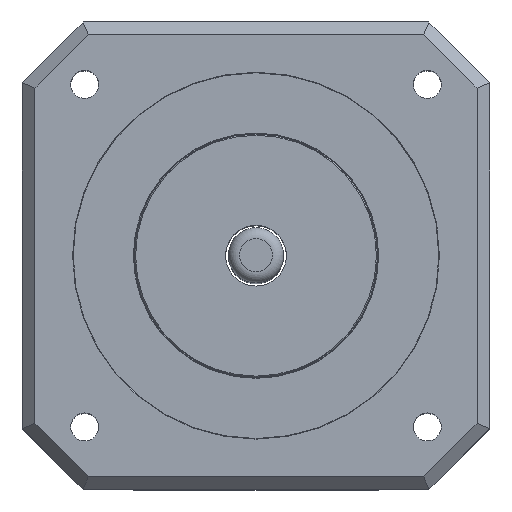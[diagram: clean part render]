
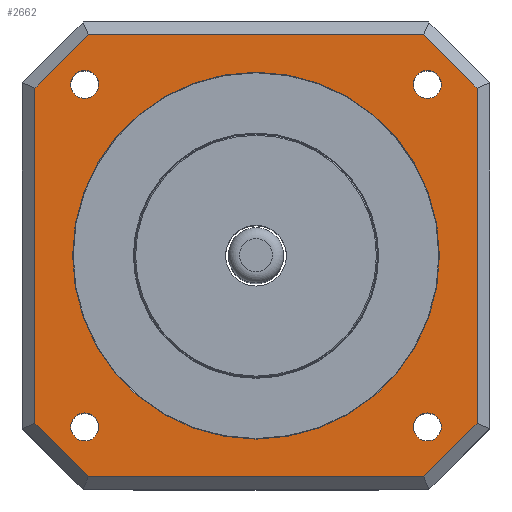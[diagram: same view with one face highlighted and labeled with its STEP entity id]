
A CAD part, top view. The second image highlights one B-rep face of the part: STEP entity #2662.
In plain terms, the highlighted planar face has unit normal (0, 0, 1).
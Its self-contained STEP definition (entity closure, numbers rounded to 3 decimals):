
#26=FACE_BOUND('',#532,.T.);
#27=FACE_BOUND('',#533,.T.);
#28=FACE_BOUND('',#534,.T.);
#29=FACE_BOUND('',#535,.T.);
#30=FACE_BOUND('',#536,.T.);
#104=PLANE('',#2925);
#211=CIRCLE('',#2926,1.265);
#212=CIRCLE('',#2927,1.265);
#213=CIRCLE('',#2928,1.265);
#214=CIRCLE('',#2929,1.265);
#215=CIRCLE('',#2930,16.6);
#371=FACE_OUTER_BOUND('',#531,.T.);
#531=EDGE_LOOP('',(#2270,#2271,#2272,#2273,#2274,#2275,#2276,#2277));
#532=EDGE_LOOP('',(#2278));
#533=EDGE_LOOP('',(#2279));
#534=EDGE_LOOP('',(#2280));
#535=EDGE_LOOP('',(#2281));
#536=EDGE_LOOP('',(#2282));
#792=LINE('',#4381,#1041);
#797=LINE('',#4388,#1046);
#798=LINE('',#4392,#1047);
#802=LINE('',#4398,#1051);
#803=LINE('',#4402,#1052);
#807=LINE('',#4407,#1056);
#808=LINE('',#4409,#1057);
#810=LINE('',#4412,#1059);
#1041=VECTOR('',#3615,10.);
#1046=VECTOR('',#3622,10.);
#1047=VECTOR('',#3625,10.);
#1051=VECTOR('',#3631,10.);
#1052=VECTOR('',#3634,10.);
#1056=VECTOR('',#3640,10.);
#1057=VECTOR('',#3643,10.);
#1059=VECTOR('',#3647,10.);
#1266=VERTEX_POINT('',#4379);
#1267=VERTEX_POINT('',#4380);
#1268=VERTEX_POINT('',#4386);
#1269=VERTEX_POINT('',#4390);
#1270=VERTEX_POINT('',#4391);
#1271=VERTEX_POINT('',#4396);
#1272=VERTEX_POINT('',#4400);
#1273=VERTEX_POINT('',#4401);
#1274=VERTEX_POINT('',#4419);
#1275=VERTEX_POINT('',#4421);
#1276=VERTEX_POINT('',#4423);
#1277=VERTEX_POINT('',#4425);
#1278=VERTEX_POINT('',#4427);
#1601=EDGE_CURVE('',#1266,#1267,#792,.T.);
#1606=EDGE_CURVE('',#1268,#1266,#797,.T.);
#1607=EDGE_CURVE('',#1269,#1270,#798,.T.);
#1611=EDGE_CURVE('',#1271,#1268,#802,.T.);
#1612=EDGE_CURVE('',#1272,#1273,#803,.T.);
#1616=EDGE_CURVE('',#1273,#1271,#807,.T.);
#1617=EDGE_CURVE('',#1270,#1272,#808,.T.);
#1619=EDGE_CURVE('',#1267,#1269,#810,.T.);
#1623=EDGE_CURVE('',#1274,#1274,#211,.F.);
#1624=EDGE_CURVE('',#1275,#1275,#212,.F.);
#1625=EDGE_CURVE('',#1276,#1276,#213,.F.);
#1626=EDGE_CURVE('',#1277,#1277,#214,.F.);
#1627=EDGE_CURVE('',#1278,#1278,#215,.T.);
#2270=ORIENTED_EDGE('',*,*,#1612,.F.);
#2271=ORIENTED_EDGE('',*,*,#1617,.F.);
#2272=ORIENTED_EDGE('',*,*,#1607,.F.);
#2273=ORIENTED_EDGE('',*,*,#1619,.F.);
#2274=ORIENTED_EDGE('',*,*,#1601,.F.);
#2275=ORIENTED_EDGE('',*,*,#1606,.F.);
#2276=ORIENTED_EDGE('',*,*,#1611,.F.);
#2277=ORIENTED_EDGE('',*,*,#1616,.F.);
#2278=ORIENTED_EDGE('',*,*,#1623,.T.);
#2279=ORIENTED_EDGE('',*,*,#1624,.T.);
#2280=ORIENTED_EDGE('',*,*,#1625,.T.);
#2281=ORIENTED_EDGE('',*,*,#1626,.T.);
#2282=ORIENTED_EDGE('',*,*,#1627,.T.);
#2662=ADVANCED_FACE('',(#371,#26,#27,#28,#29,#30),#104,.T.);
#2925=AXIS2_PLACEMENT_3D('',#4418,#3655,#3656);
#2926=AXIS2_PLACEMENT_3D('',#4420,#3657,#3658);
#2927=AXIS2_PLACEMENT_3D('',#4422,#3659,#3660);
#2928=AXIS2_PLACEMENT_3D('',#4424,#3661,#3662);
#2929=AXIS2_PLACEMENT_3D('',#4426,#3663,#3664);
#2930=AXIS2_PLACEMENT_3D('',#4428,#3665,#3666);
#3615=DIRECTION('',(1.,0.,0.));
#3622=DIRECTION('',(0.707,0.707,0.));
#3625=DIRECTION('',(0.,-1.,0.));
#3631=DIRECTION('',(0.,1.,0.));
#3634=DIRECTION('',(-1.,0.,0.));
#3640=DIRECTION('',(-0.707,0.707,0.));
#3643=DIRECTION('',(-0.707,-0.707,0.));
#3647=DIRECTION('',(0.707,-0.707,0.));
#3655=DIRECTION('center_axis',(0.,0.,1.));
#3656=DIRECTION('ref_axis',(1.,0.,0.));
#3657=DIRECTION('center_axis',(0.,0.,1.));
#3658=DIRECTION('ref_axis',(1.,0.,0.));
#3659=DIRECTION('center_axis',(0.,0.,1.));
#3660=DIRECTION('ref_axis',(1.,0.,0.));
#3661=DIRECTION('center_axis',(0.,0.,1.));
#3662=DIRECTION('ref_axis',(1.,0.,0.));
#3663=DIRECTION('center_axis',(0.,0.,1.));
#3664=DIRECTION('ref_axis',(1.,0.,0.));
#3665=DIRECTION('center_axis',(0.,0.,-1.));
#3666=DIRECTION('ref_axis',(1.,0.,0.));
#4379=CARTESIAN_POINT('',(-15.174,20.,0.));
#4380=CARTESIAN_POINT('',(15.174,20.,0.));
#4381=CARTESIAN_POINT('',(-6.075,20.,0.));
#4386=CARTESIAN_POINT('',(-20.,15.174,0.));
#4388=CARTESIAN_POINT('',(-18.962,16.212,0.));
#4390=CARTESIAN_POINT('',(20.,15.174,0.));
#4391=CARTESIAN_POINT('',(20.,-15.174,0.));
#4392=CARTESIAN_POINT('',(20.,6.075,0.));
#4396=CARTESIAN_POINT('',(-20.,-15.174,0.));
#4398=CARTESIAN_POINT('',(-20.,-6.075,0.));
#4400=CARTESIAN_POINT('',(15.174,-20.,0.));
#4401=CARTESIAN_POINT('',(-15.174,-20.,0.));
#4402=CARTESIAN_POINT('',(6.075,-20.,0.));
#4407=CARTESIAN_POINT('',(-16.212,-18.962,0.));
#4409=CARTESIAN_POINT('',(18.962,-16.212,0.));
#4412=CARTESIAN_POINT('',(16.212,18.962,0.));
#4418=CARTESIAN_POINT('Origin',(0.,0.,0.));
#4419=CARTESIAN_POINT('',(-16.765,-15.5,0.));
#4420=CARTESIAN_POINT('Origin',(-15.5,-15.5,0.));
#4421=CARTESIAN_POINT('',(14.236,15.5,0.));
#4422=CARTESIAN_POINT('Origin',(15.5,15.5,0.));
#4423=CARTESIAN_POINT('',(-16.765,15.5,0.));
#4424=CARTESIAN_POINT('Origin',(-15.5,15.5,0.));
#4425=CARTESIAN_POINT('',(14.236,-15.5,0.));
#4426=CARTESIAN_POINT('Origin',(15.5,-15.5,0.));
#4427=CARTESIAN_POINT('',(-16.6,0.,0.));
#4428=CARTESIAN_POINT('Origin',(0.,0.,0.));
